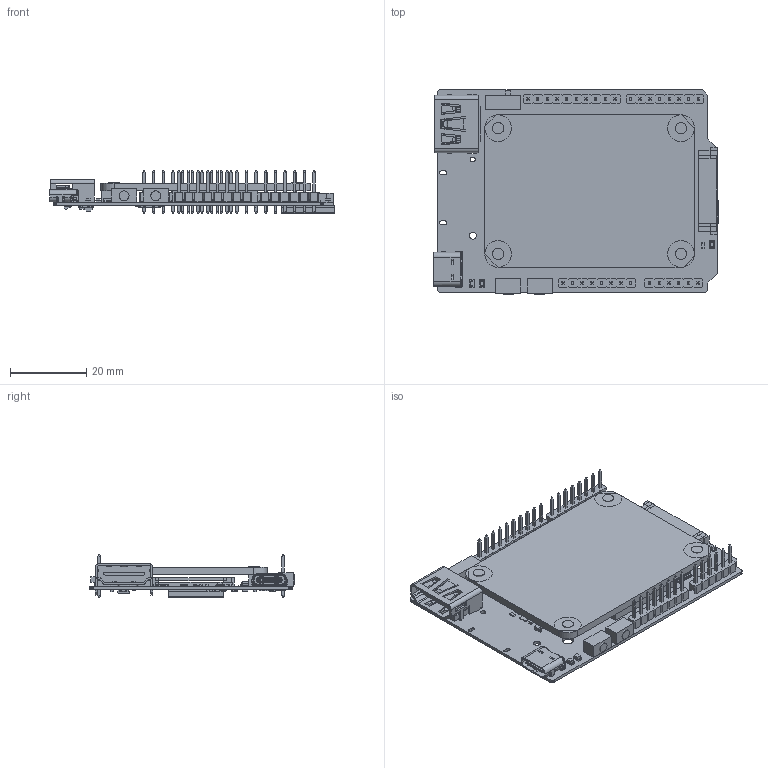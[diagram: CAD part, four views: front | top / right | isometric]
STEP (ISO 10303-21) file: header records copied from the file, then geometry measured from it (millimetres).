
FILE_DESCRIPTION(('Open CASCADE Model'),'2;1');
FILE_NAME('Open CASCADE Shape Model','2022-03-15T19:57:55',('Author'),( 'Open CASCADE'),'Open CASCADE STEP processor 6.5','Open CASCADE 6.5' ,'Unknown');
FILE_SCHEMA(('AUTOMOTIVE_DESIGN { 1 0 10303 214 1 1 1 1 }'));
Length unit declared in the file: millimetre
Products named in the file (163): PCB; Board; C2; CAPC1608(0603); R8; RESC1608(0603); R11; R10; Hea2; L5; ALSRobot-LED0805(R); R25; RST1; 900665920; Extruded; 770034184; Cylinder; USER1; HDMI1; 1747981-1; R9; R2; L3; 909329552; 909329424; 790831088; J1; 790830832; 790830960; TF1; 790830192; 790830320; 790830448; H6; CSI1; 790831216; 790831344; 790831472; 790831600; 790831728 ...
Assembly tree (246 placements, depth 4):
  PCB
    Board
    C2
      CAPC1608(0603)
    R8
      RESC1608(0603)
    R11
      RESC1608(0603)
    R10
      RESC1608(0603)
    Hea2
      RESC1608(0603)
    L5
      ALSRobot-LED0805(R)
    R25
      RESC1608(0603)
    RST1
      900665920
        Extruded
      770034184
        Cylinder
    USER1
      900665920
        Extruded
      770034184
        Cylinder
    HDMI1
      1747981-1
    R9
      RESC1608(0603)
    R2
      RESC1608(0603)
    L3
      909329552  x2
        Extruded
      909329424
        Extruded
      790831088
        Extruded
    J1
      790830832
        Extruded
      790830960
        Extruded
    TF1
      790830192
        Extruded
      790830320
        Extruded
      790830448
        Extruded
    H6
      RESC1608(0603)
    CSI1
      790831216
        Extruded
      790831344
        Extruded
      790831472  x2
        Extruded
Bounding box: 74.74 x 53.8 x 11.2 mm (x, y, z)
Volume: 10360.5 mm3; surface area: 20230.2 mm2
Topology: 149 solids, 161 shells, 6954 faces, 17469 edges, 10471 vertices
Faces by surface type: plane 4351, cylinder 2084, sphere 464, cone 36, bspline 19
Full cylindrical faces by diameter (mm): 0.762 x2, 0.8 x3, 0.9 x32, 1.1 x2, 1.3 x1, 1.8 x1, 2.6 x2, 3 x8, 4.2 x2, 7 x4
Entity records: 309066 total; most frequent: CARTESIAN_POINT 92226, DIRECTION 34841, LINE 23584, VECTOR 23584, ORIENTED_EDGE 20788, PCURVE 20788, DEFINITIONAL_REPRESENTATION 20788, EDGE_CURVE 10394
